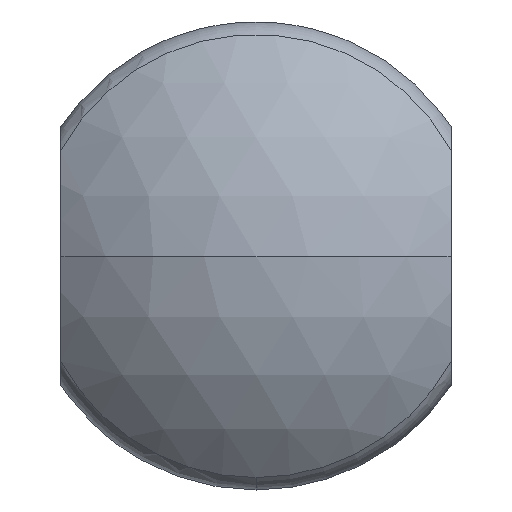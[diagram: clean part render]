
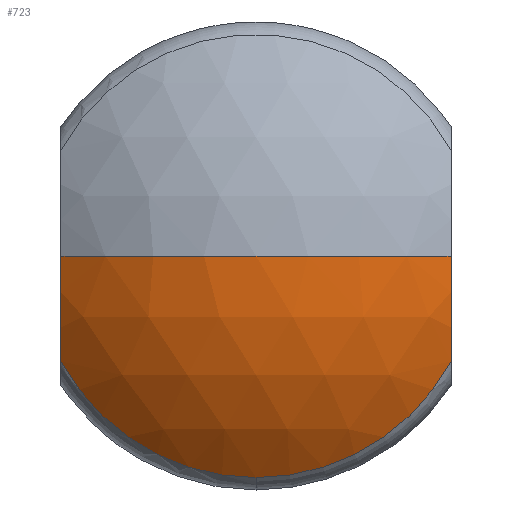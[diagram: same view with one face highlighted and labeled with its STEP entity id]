
A CAD part, front view. The second image highlights one B-rep face of the part: STEP entity #723.
In plain terms, the highlighted spherical face has radius 25 mm.
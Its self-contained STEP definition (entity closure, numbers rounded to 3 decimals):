
#86 = VERTEX_POINT ( 'NONE', #1147 ) ;
#216 = EDGE_CURVE ( 'NONE', #1331, #3531, #3458, .T. ) ;
#255 = CARTESIAN_POINT ( 'NONE',  ( 0., -103.288, 0. ) ) ;
#258 = DIRECTION ( 'NONE',  ( 0., 0., -1. ) ) ;
#292 = VERTEX_POINT ( 'NONE', #3606 ) ;
#472 = CIRCLE ( 'NONE', #3702, 17.045 ) ;
#475 = EDGE_CURVE ( 'Defeature ausgef�hrt2_13+Defeature ausgef�hrt2_8+Defeature ausgef�hrt2_11+Defeature ausgef�hrt2_7', #2091, #86, #1603, .T. ) ;
#519 = CARTESIAN_POINT ( 'NONE',  ( 0., -85., 0. ) ) ;
#525 = DIRECTION ( 'NONE',  ( 0., -1., 0. ) ) ;
#567 = CIRCLE ( 'NONE', #1394, 20. ) ;
#571 = ORIENTED_EDGE ( 'NONE', *, *, #1702, .F. ) ;
#723 = ADVANCED_FACE ( 'Defeature ausgef�hrt2_8', ( #1554 ), #1471, .T. ) ;
#762 = VERTEX_POINT ( 'NONE', #1885 ) ;
#845 = ORIENTED_EDGE ( 'NONE', *, *, #216, .T. ) ;
#859 = DIRECTION ( 'NONE',  ( 0., 0., -1. ) ) ;
#923 = EDGE_CURVE ( 'Defeature ausgef�hrt2_8+Defeature ausgef�hrt2_11+Defeature ausgef�hrt2_13+Defeature ausgef�hrt2_12', #2091, #762, #3293, .T. ) ;
#1147 = CARTESIAN_POINT ( 'NONE',  ( -15., -105., 0. ) ) ;
#1216 = ORIENTED_EDGE ( 'NONE', *, *, #3180, .T. ) ;
#1233 = CARTESIAN_POINT ( 'NONE',  ( 0., -85., 0. ) ) ;
#1254 = AXIS2_PLACEMENT_3D ( 'NONE', #1679, #3706, #258 ) ;
#1331 = VERTEX_POINT ( 'NONE', #3068 ) ;
#1394 = AXIS2_PLACEMENT_3D ( 'NONE', #3069, #3042, #2182 ) ;
#1471 = SPHERICAL_SURFACE ( 'NONE', #2626, 25. ) ;
#1543 = CARTESIAN_POINT ( 'NONE',  ( 0., -110., 0. ) ) ;
#1554 = FACE_OUTER_BOUND ( 'NONE', #2682, .T. ) ;
#1603 = CIRCLE ( 'NONE', #1254, 20. ) ;
#1679 = CARTESIAN_POINT ( 'NONE',  ( -15., -85., 0. ) ) ;
#1702 = EDGE_CURVE ( 'NONE', #86, #3531, #3053, .T. ) ;
#1872 = DIRECTION ( 'NONE',  ( -1., 0., 0. ) ) ;
#1885 = CARTESIAN_POINT ( 'NONE',  ( 0., -103.288, -17.045 ) ) ;
#1888 = EDGE_CURVE ( 'Defeature ausgef�hrt2_12+Defeature ausgef�hrt2_8+Defeature ausgef�hrt2_7+Defeature ausgef�hrt2_11', #1331, #292, #567, .T. ) ;
#1996 = DIRECTION ( 'NONE',  ( -1., 0., 0. ) ) ;
#2021 = DIRECTION ( 'NONE',  ( 0., 0., 1. ) ) ;
#2091 = VERTEX_POINT ( 'NONE', #2525 ) ;
#2162 = AXIS2_PLACEMENT_3D ( 'NONE', #255, #2577, #3421 ) ;
#2182 = DIRECTION ( 'NONE',  ( 0., 0., 1. ) ) ;
#2282 = DIRECTION ( 'NONE',  ( 0., 0., -1. ) ) ;
#2295 = DIRECTION ( 'NONE',  ( 1., 0., 0. ) ) ;
#2525 = CARTESIAN_POINT ( 'NONE',  ( -15., -103.288, -8.096 ) ) ;
#2576 = CARTESIAN_POINT ( 'NONE',  ( 0., -103.288, 0. ) ) ;
#2577 = DIRECTION ( 'NONE',  ( 0., -1., 0. ) ) ;
#2626 = AXIS2_PLACEMENT_3D ( 'NONE', #3603, #3333, #1872 ) ;
#2661 = ORIENTED_EDGE ( 'NONE', *, *, #923, .T. ) ;
#2682 = EDGE_LOOP ( 'NONE', ( #2912, #845, #571, #3125, #2661, #1216 ) ) ;
#2912 = ORIENTED_EDGE ( 'NONE', *, *, #1888, .F. ) ;
#3042 = DIRECTION ( 'NONE',  ( 1., 0., 0. ) ) ;
#3053 = CIRCLE ( 'NONE', #3204, 25. ) ;
#3068 = CARTESIAN_POINT ( 'NONE',  ( 15., -105., 0. ) ) ;
#3069 = CARTESIAN_POINT ( 'NONE',  ( 15., -85., 0. ) ) ;
#3125 = ORIENTED_EDGE ( 'NONE', *, *, #475, .F. ) ;
#3180 = EDGE_CURVE ( 'Defeature ausgef�hrt2_8+Defeature ausgef�hrt2_11+Defeature ausgef�hrt2_13+Defeature ausgef�hrt2_12', #762, #292, #472, .T. ) ;
#3204 = AXIS2_PLACEMENT_3D ( 'NONE', #1233, #2021, #2295 ) ;
#3293 = CIRCLE ( 'NONE', #2162, 17.045 ) ;
#3333 = DIRECTION ( 'NONE',  ( 0., 0., -1. ) ) ;
#3421 = DIRECTION ( 'NONE',  ( 0., 0., -1. ) ) ;
#3458 = CIRCLE ( 'NONE', #3608, 25. ) ;
#3531 = VERTEX_POINT ( 'NONE', #1543 ) ;
#3603 = CARTESIAN_POINT ( 'NONE',  ( 0., -85., 0. ) ) ;
#3606 = CARTESIAN_POINT ( 'NONE',  ( 15., -103.288, -8.096 ) ) ;
#3608 = AXIS2_PLACEMENT_3D ( 'NONE', #519, #2282, #1996 ) ;
#3702 = AXIS2_PLACEMENT_3D ( 'NONE', #2576, #525, #859 ) ;
#3706 = DIRECTION ( 'NONE',  ( -1., 0., 0. ) ) ;
